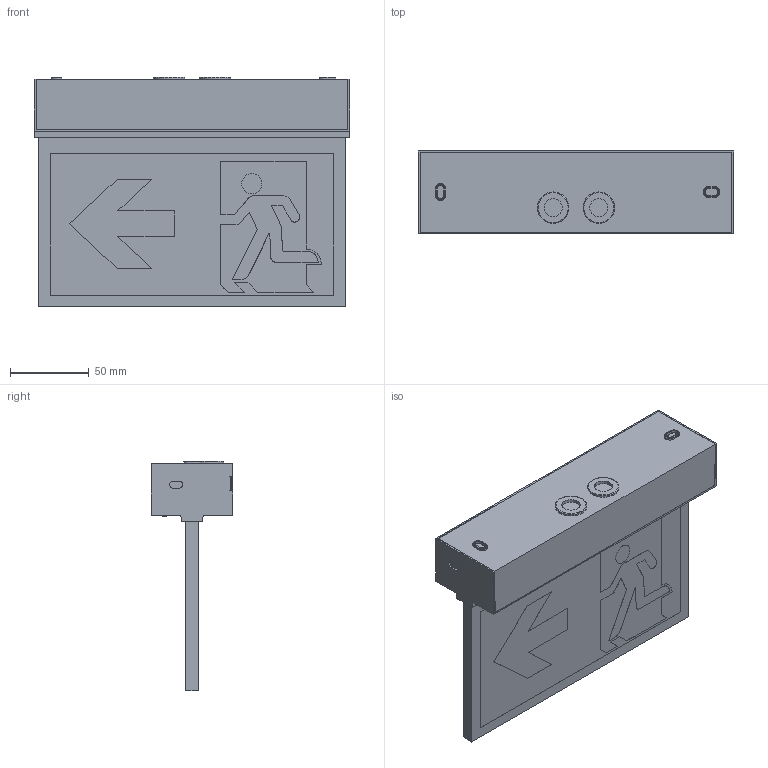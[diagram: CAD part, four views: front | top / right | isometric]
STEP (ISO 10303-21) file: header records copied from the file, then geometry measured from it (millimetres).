
FILE_DESCRIPTION(/* description */ (''),/* implementation_level */ '2;1');
FILE_NAME(/* name */ 'SK2_simple_v1.step',/* time_stamp */ '2023-11-17T14:11:50+01:00',/* author */ (''),/* organization */ (''),/* preprocessor_version */ 'ST-DEVELOPER v20',/* originating_system */ 'Autodesk Translation Framework v12.14.0.127',/* authorisation */ '');
FILE_SCHEMA (('AUTOMOTIVE_DESIGN { 1 0 10303 214 3 1 1 }'));
Length unit declared in the file: millimetre
Products named in the file (1): SK2_simple
Bounding box: 200 x 52 x 145.9 mm (x, y, z)
Volume: 520767.8 mm3; surface area: 90071.2 mm2
Topology: 2 solids, 8 shells, 271 faces, 681 edges, 446 vertices
Faces by surface type: plane 152, bspline 64, cylinder 28, cone 25, torus 2
Full cylindrical faces by diameter (mm): 2.408 x1, 11.5 x2, 12 x2, 12.813 x2, 15 x2, 20 x2
Entity records: 11913 total; most frequent: CARTESIAN_POINT 5616, ORIENTED_EDGE 1364, DIRECTION 1110, EDGE_CURVE 682, LINE 496, VECTOR 496, VERTEX_POINT 447, AXIS2_PLACEMENT_3D 307
